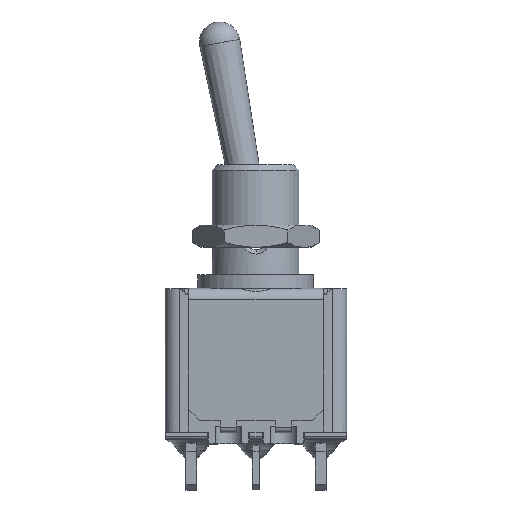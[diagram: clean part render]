
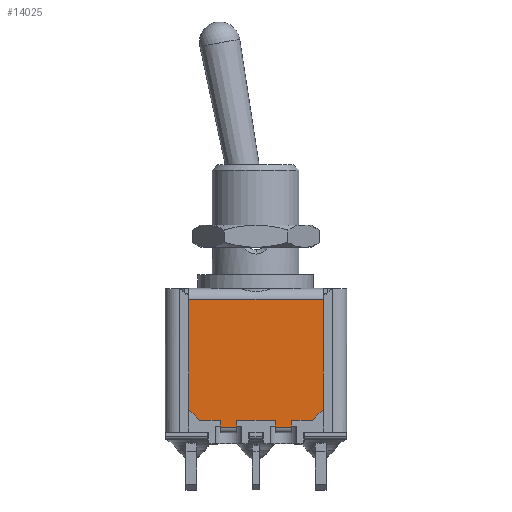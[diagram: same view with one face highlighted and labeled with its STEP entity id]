
A CAD part, top view. The second image highlights one B-rep face of the part: STEP entity #14025.
In plain terms, the highlighted planar face has unit normal (0, 0, 1).
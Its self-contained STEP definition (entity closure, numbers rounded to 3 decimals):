
#101=DIRECTION('',(0.707,0.707,0.));
#102=VECTOR('',#101,1.131);
#103=CARTESIAN_POINT('',(4.1,-9.586,3.425));
#104=LINE('',#103,#102);
#529=DIRECTION('',(1.,0.,0.));
#530=VECTOR('',#529,9.8);
#531=CARTESIAN_POINT('',(-4.9,-0.786,3.425));
#532=LINE('',#531,#530);
#4493=DIRECTION('',(1.,0.,0.));
#4494=VECTOR('',#4493,1.2);
#4495=CARTESIAN_POINT('',(-2.6,-10.093,3.425));
#4496=LINE('',#4495,#4494);
#4497=DIRECTION('',(0.,1.,0.));
#4498=VECTOR('',#4497,0.507);
#4499=CARTESIAN_POINT('',(-2.6,-10.093,3.425));
#4500=LINE('',#4499,#4498);
#4501=DIRECTION('',(0.,-1.,0.));
#4502=VECTOR('',#4501,8.);
#4503=CARTESIAN_POINT('',(-4.9,-0.786,3.425));
#4504=LINE('',#4503,#4502);
#4505=DIRECTION('',(0.,-1.,0.));
#4506=VECTOR('',#4505,8.);
#4507=CARTESIAN_POINT('',(4.9,-0.786,3.425));
#4508=LINE('',#4507,#4506);
#4509=DIRECTION('',(0.,1.,0.));
#4510=VECTOR('',#4509,0.507);
#4511=CARTESIAN_POINT('',(2.6,-10.093,3.425));
#4512=LINE('',#4511,#4510);
#4513=DIRECTION('',(1.,0.,0.));
#4514=VECTOR('',#4513,1.2);
#4515=CARTESIAN_POINT('',(1.4,-10.093,3.425));
#4516=LINE('',#4515,#4514);
#4517=DIRECTION('',(0.,-1.,0.));
#4518=VECTOR('',#4517,0.507);
#4519=CARTESIAN_POINT('',(1.4,-9.586,3.425));
#4520=LINE('',#4519,#4518);
#4521=DIRECTION('',(0.,-1.,0.));
#4522=VECTOR('',#4521,0.507);
#4523=CARTESIAN_POINT('',(-1.4,-9.586,3.425));
#4524=LINE('',#4523,#4522);
#4564=DIRECTION('',(1.,0.,0.));
#4565=VECTOR('',#4564,2.8);
#4566=CARTESIAN_POINT('',(-1.4,-9.586,3.425));
#4567=LINE('',#4566,#4565);
#4644=DIRECTION('',(1.,0.,0.));
#4645=VECTOR('',#4644,1.5);
#4646=CARTESIAN_POINT('',(2.6,-9.586,3.425));
#4647=LINE('',#4646,#4645);
#4681=DIRECTION('',(1.,0.,0.));
#4682=VECTOR('',#4681,1.5);
#4683=CARTESIAN_POINT('',(-4.1,-9.586,3.425));
#4684=LINE('',#4683,#4682);
#4693=DIRECTION('',(-0.707,0.707,0.));
#4694=VECTOR('',#4693,1.131);
#4695=CARTESIAN_POINT('',(-4.1,-9.586,3.425));
#4696=LINE('',#4695,#4694);
#7928=CARTESIAN_POINT('',(-1.4,-9.586,3.425));
#7929=CARTESIAN_POINT('',(1.4,-9.586,3.425));
#7930=VERTEX_POINT('',#7928);
#7931=VERTEX_POINT('',#7929);
#7936=CARTESIAN_POINT('',(-4.1,-9.586,3.425));
#7937=CARTESIAN_POINT('',(-2.6,-9.586,3.425));
#7938=VERTEX_POINT('',#7936);
#7939=VERTEX_POINT('',#7937);
#7940=CARTESIAN_POINT('',(-4.9,-8.786,3.425));
#7941=VERTEX_POINT('',#7940);
#7942=CARTESIAN_POINT('',(4.1,-9.586,3.425));
#7943=CARTESIAN_POINT('',(4.9,-8.786,3.425));
#7944=VERTEX_POINT('',#7942);
#7945=VERTEX_POINT('',#7943);
#7946=CARTESIAN_POINT('',(2.6,-9.586,3.425));
#7947=VERTEX_POINT('',#7946);
#8072=CARTESIAN_POINT('',(-4.9,-0.786,3.425));
#8073=VERTEX_POINT('',#8072);
#8078=CARTESIAN_POINT('',(4.9,-0.786,3.425));
#8079=VERTEX_POINT('',#8078);
#8128=CARTESIAN_POINT('',(2.6,-10.093,3.425));
#8129=VERTEX_POINT('',#8128);
#8130=CARTESIAN_POINT('',(1.4,-10.093,3.425));
#8131=VERTEX_POINT('',#8130);
#8140=CARTESIAN_POINT('',(-1.4,-10.093,3.425));
#8141=VERTEX_POINT('',#8140);
#8142=CARTESIAN_POINT('',(-2.6,-10.093,3.425));
#8143=VERTEX_POINT('',#8142);
#13994=CARTESIAN_POINT('',(-5.8,0.014,3.425));
#13995=DIRECTION('',(0.,0.,1.));
#13996=DIRECTION('',(0.,-1.,0.));
#13997=AXIS2_PLACEMENT_3D('',#13994,#13995,#13996);
#13998=PLANE('',#13997);
#14000=ORIENTED_EDGE('',*,*,#13999,.F.);
#14002=ORIENTED_EDGE('',*,*,#14001,.T.);
#14004=ORIENTED_EDGE('',*,*,#14003,.F.);
#14006=ORIENTED_EDGE('',*,*,#14005,.T.);
#14007=ORIENTED_EDGE('',*,*,#13976,.F.);
#14008=ORIENTED_EDGE('',*,*,#9739,.T.);
#14009=ORIENTED_EDGE('',*,*,#9232,.T.);
#14010=ORIENTED_EDGE('',*,*,#9250,.F.);
#14012=ORIENTED_EDGE('',*,*,#14011,.F.);
#14014=ORIENTED_EDGE('',*,*,#14013,.F.);
#14016=ORIENTED_EDGE('',*,*,#14015,.F.);
#14018=ORIENTED_EDGE('',*,*,#14017,.F.);
#14020=ORIENTED_EDGE('',*,*,#14019,.F.);
#14022=ORIENTED_EDGE('',*,*,#14021,.T.);
#14023=EDGE_LOOP('',(#14000,#14002,#14004,#14006,#14007,#14008,#14009,#14010,
#14012,#14014,#14016,#14018,#14020,#14022));
#14024=FACE_OUTER_BOUND('',#14023,.F.);
#14025=ADVANCED_FACE('',(#14024),#13998,.T.);
#9232=EDGE_CURVE('',#8079,#7945,#4508,.T.);
#9250=EDGE_CURVE('',#7944,#7945,#104,.T.);
#9739=EDGE_CURVE('',#8073,#8079,#532,.T.);
#13976=EDGE_CURVE('',#8073,#7941,#4504,.T.);
#13999=EDGE_CURVE('',#8143,#8141,#4496,.T.);
#14001=EDGE_CURVE('',#8143,#7939,#4500,.T.);
#14003=EDGE_CURVE('',#7938,#7939,#4684,.T.);
#14005=EDGE_CURVE('',#7938,#7941,#4696,.T.);
#14011=EDGE_CURVE('',#7947,#7944,#4647,.T.);
#14013=EDGE_CURVE('',#8129,#7947,#4512,.T.);
#14015=EDGE_CURVE('',#8131,#8129,#4516,.T.);
#14017=EDGE_CURVE('',#7931,#8131,#4520,.T.);
#14019=EDGE_CURVE('',#7930,#7931,#4567,.T.);
#14021=EDGE_CURVE('',#7930,#8141,#4524,.T.);
